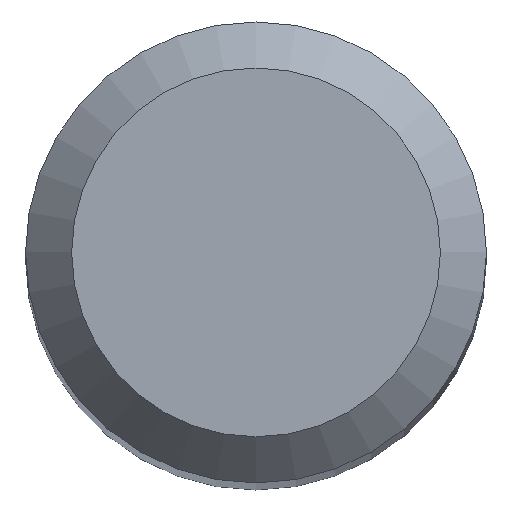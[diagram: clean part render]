
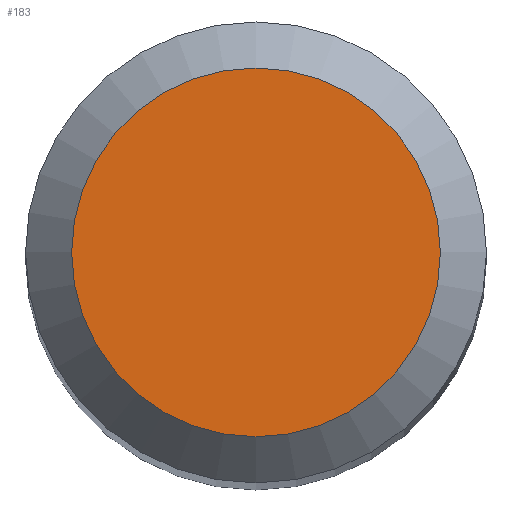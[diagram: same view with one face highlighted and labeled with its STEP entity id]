
A CAD part, top view. The second image highlights one B-rep face of the part: STEP entity #183.
In plain terms, the highlighted planar face has unit normal (0, 0, 1).
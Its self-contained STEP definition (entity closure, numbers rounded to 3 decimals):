
#8 = EDGE_LOOP ( 'NONE', ( #242 ) ) ;
#34 = CARTESIAN_POINT ( 'NONE',  ( 0., 0., 38. ) ) ;
#42 = DIRECTION ( 'NONE',  ( 0., 1., 0. ) ) ;
#45 = VERTEX_POINT ( 'NONE', #58 ) ;
#52 = EDGE_CURVE ( 'NONE', #45, #45, #110, .T. ) ;
#58 = CARTESIAN_POINT ( 'NONE',  ( 0., 1.2, 38. ) ) ;
#59 = DIRECTION ( 'NONE',  ( 0., 0., -1. ) ) ;
#74 = PLANE ( 'NONE',  #129 ) ;
#110 = CIRCLE ( 'NONE', #239, 1.2 ) ;
#129 = AXIS2_PLACEMENT_3D ( 'NONE', #149, #59, #42 ) ;
#145 = DIRECTION ( 'NONE',  ( 0., 0., -1. ) ) ;
#149 = CARTESIAN_POINT ( 'NONE',  ( 0., 0., 38. ) ) ;
#183 = ADVANCED_FACE ( 'NONE', ( #191 ), #74, .F. ) ;
#191 = FACE_OUTER_BOUND ( 'NONE', #8, .T. ) ;
#228 = DIRECTION ( 'NONE',  ( 0., 1., 0. ) ) ;
#239 = AXIS2_PLACEMENT_3D ( 'NONE', #34, #145, #228 ) ;
#242 = ORIENTED_EDGE ( 'NONE', *, *, #52, .F. ) ;
